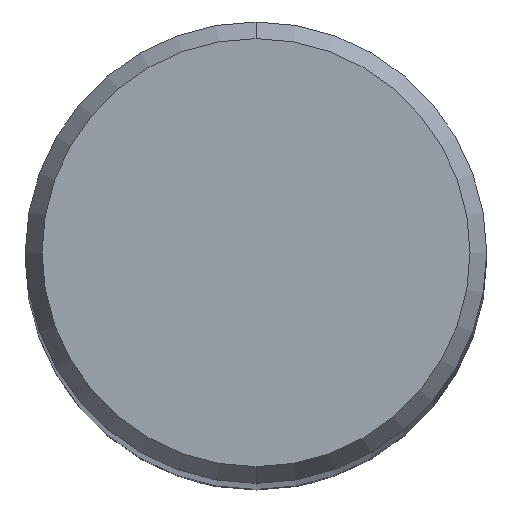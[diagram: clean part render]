
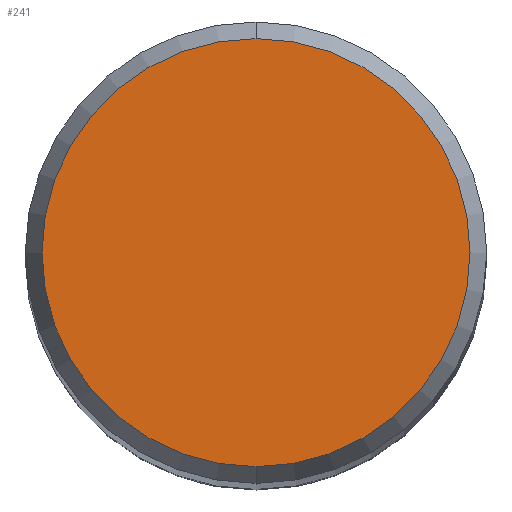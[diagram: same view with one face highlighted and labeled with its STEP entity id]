
A CAD part, top view. The second image highlights one B-rep face of the part: STEP entity #241.
In plain terms, the highlighted planar face has unit normal (0, 0, 1).
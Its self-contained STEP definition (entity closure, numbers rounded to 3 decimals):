
#203=VERTEX_POINT('',#464);
#241=ADVANCED_FACE('',(#504),#505,.T.);
#301=EDGE_CURVE('',#347,#203,#569,.T.);
#347=VERTEX_POINT('',#618);
#355=EDGE_CURVE('',#203,#347,#629,.T.);
#464=CARTESIAN_POINT('',(0.0,5.892,0.));
#504=FACE_OUTER_BOUND('',#931,.T.);
#505=PLANE('',#932);
#569=CIRCLE('',#1077,5.892);
#618=CARTESIAN_POINT('',(0.,-5.892,0.));
#629=CIRCLE('',#1202,5.892);
#931=EDGE_LOOP('',(#1387,#1388));
#932=AXIS2_PLACEMENT_3D('',#1389,#1390,#1391);
#1077=AXIS2_PLACEMENT_3D('',#1438,#1439,#1440);
#1202=AXIS2_PLACEMENT_3D('',#1524,#1525,#1526);
#1387=ORIENTED_EDGE('',*,*,#355,.F.);
#1388=ORIENTED_EDGE('',*,*,#301,.F.);
#1389=CARTESIAN_POINT('',(0.0,2.946,0.));
#1390=DIRECTION('',(-0.0,0.0,1.0));
#1391=DIRECTION('',(0.0,-1.0,0.0));
#1438=CARTESIAN_POINT('',(0.0,0.0,0.));
#1439=DIRECTION('',(0.0,0.0,-1.0));
#1440=DIRECTION('',(0.0,1.0,0.0));
#1524=CARTESIAN_POINT('',(0.0,0.0,0.));
#1525=DIRECTION('',(0.0,0.0,-1.0));
#1526=DIRECTION('',(0.0,1.0,0.0));
